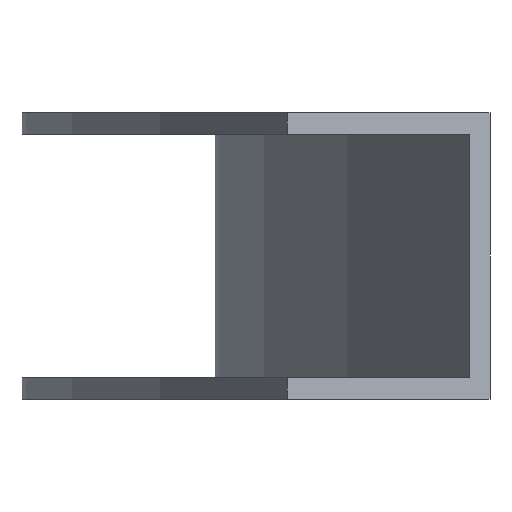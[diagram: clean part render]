
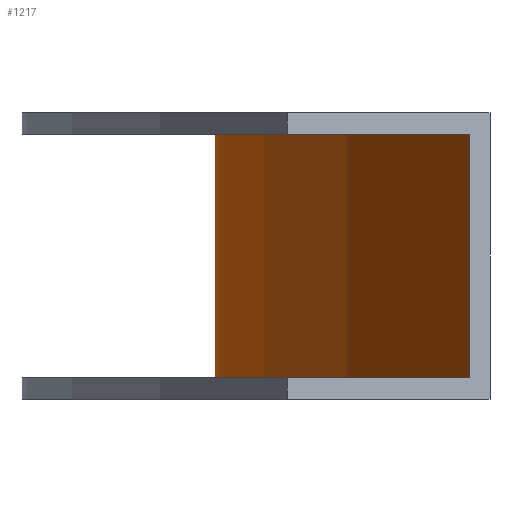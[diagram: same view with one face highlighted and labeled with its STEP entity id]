
A CAD part, left-side view. The second image highlights one B-rep face of the part: STEP entity #1217.
In plain terms, the highlighted cylindrical face has radius 637 mm (diameter 1274 mm), a partial arc.
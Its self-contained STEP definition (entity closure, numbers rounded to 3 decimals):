
#1129=CARTESIAN_POINT('',(-211.054,601.02,3.));
#1130=VERTEX_POINT('',#1129);
#1139=CARTESIAN_POINT('',(141.804,621.016,3.));
#1140=VERTEX_POINT('',#1139);
#1141=CARTESIAN_POINT('',(0.,0.,3.));
#1142=DIRECTION('',(0.0,0.0,-1.));
#1143=DIRECTION('',(-0.331,0.944,0.0));
#1144=AXIS2_PLACEMENT_3D('',#1141,#1142,#1143);
#1145=CIRCLE('',#1144,637.);
#1146=EDGE_CURVE('',#1130,#1140,#1145,.T.);
#1186=CARTESIAN_POINT('',(0.,0.,20.0));
#1187=DIRECTION('',(0.0,0.0,-1.0));
#1188=DIRECTION('',(-0.331,0.944,0.0));
#1189=AXIS2_PLACEMENT_3D('',#1186,#1187,#1188);
#1190=CYLINDRICAL_SURFACE('',#1189,637.);
#1191=CARTESIAN_POINT('',(-211.054,601.02,37.0));
#1192=VERTEX_POINT('',#1191);
#1193=CARTESIAN_POINT('',(-211.054,601.02,37.0));
#1194=DIRECTION('',(0.0,0.0,-1.0));
#1195=VECTOR('',#1194,34.0);
#1196=LINE('',#1193,#1195);
#1197=EDGE_CURVE('',#1192,#1130,#1196,.T.);
#1198=ORIENTED_EDGE('',*,*,#1197,.F.);
#1199=CARTESIAN_POINT('',(141.804,621.016,37.0));
#1200=VERTEX_POINT('',#1199);
#1201=CARTESIAN_POINT('',(0.,0.,37.0));
#1202=DIRECTION('',(0.0,0.0,-1.));
#1203=DIRECTION('',(-0.331,0.944,0.0));
#1204=AXIS2_PLACEMENT_3D('',#1201,#1202,#1203);
#1205=CIRCLE('',#1204,637.);
#1206=EDGE_CURVE('',#1192,#1200,#1205,.T.);
#1207=ORIENTED_EDGE('',*,*,#1206,.T.);
#1208=CARTESIAN_POINT('',(141.804,621.016,3.));
#1209=DIRECTION('',(0.0,0.0,1.0));
#1210=VECTOR('',#1209,34.0);
#1211=LINE('',#1208,#1210);
#1212=EDGE_CURVE('',#1140,#1200,#1211,.T.);
#1213=ORIENTED_EDGE('',*,*,#1212,.F.);
#1214=ORIENTED_EDGE('',*,*,#1146,.F.);
#1215=EDGE_LOOP('',(#1198,#1207,#1213,#1214));
#1216=FACE_OUTER_BOUND('',#1215,.T.);
#1217=ADVANCED_FACE('',(#1216),#1190,.T.);
